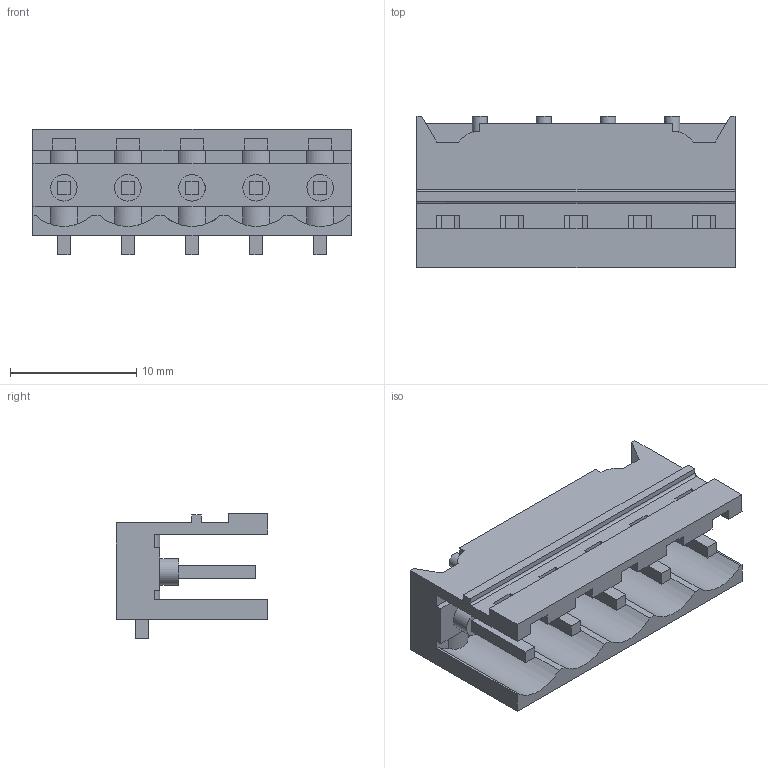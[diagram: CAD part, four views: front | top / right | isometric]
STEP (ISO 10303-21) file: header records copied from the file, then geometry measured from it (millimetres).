
FILE_DESCRIPTION(('CATIA V5 STEP Exchange','CAx-IF Rec.Pracs.--- Model Styling and Organization---1.4--- 2014-01-23'),'2;1');
FILE_NAME ('D1455836_0', '2019-01-09T10:05:08+00:00', ('none'), ('Weidmueller'), 'CATIA Version 5-6 Release 2016 SP3 HF44', 'CATIA V5 STEP AP214', 'none');
FILE_SCHEMA(('AUTOMOTIVE_DESIGN { 1 0 10303 214 1 1 1 1 }'));
Length unit declared in the file: millimetre
Products named in the file (1): 1774794001
Bounding box: 25.2 x 12 x 9.93 mm (x, y, z)
Volume: 897.7 mm3; surface area: 2145.2 mm2
Topology: 6 solids, 6 shells, 298 faces, 920 edges, 630 vertices
Faces by surface type: plane 244, cylinder 49, extrusion 5
Entity records: 10248 total; most frequent: CARTESIAN_POINT 2131, ORIENTED_EDGE 1840, DIRECTION 1278, EDGE_CURVE 920, VECTOR 742, LINE 737, VERTEX_POINT 630, AXIS2_PLACEMENT_3D 331
